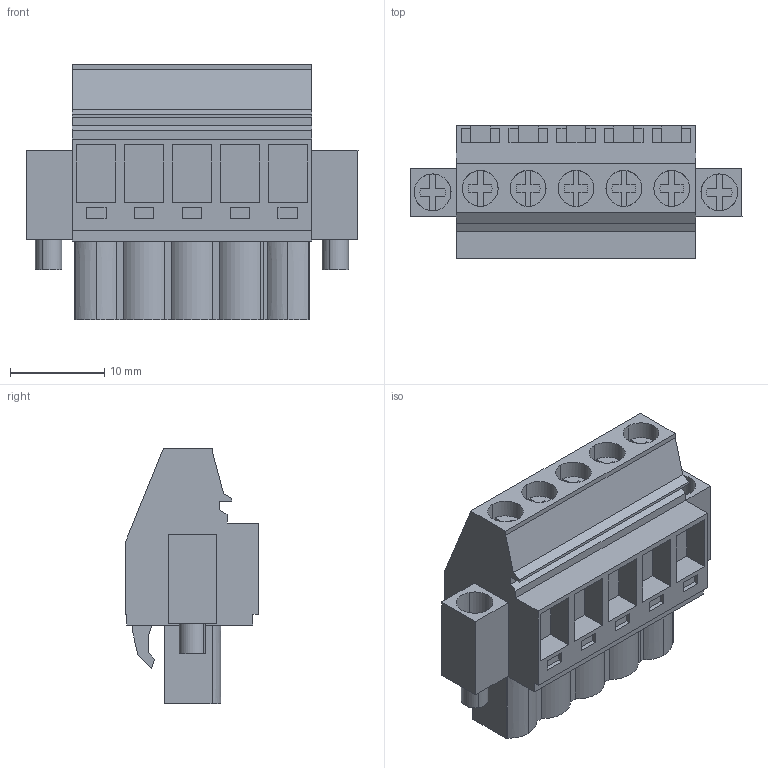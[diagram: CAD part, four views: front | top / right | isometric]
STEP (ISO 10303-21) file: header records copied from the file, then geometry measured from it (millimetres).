
FILE_DESCRIPTION(('CATIA V5 STEP','CAx-IF Rec.Pracs.--- Model Styling and Organization---1.2---2011-12-15'),'2;1');
FILE_NAME ('D1460161_0_1950340000_1950340000.stp','2017-09-09T10:12:13+00:00',('none'),('Weidmueller'),'CATIA Version 5-6 Release 2014','CATIA V5 STEP AP214','none');
FILE_SCHEMA(('AUTOMOTIVE_DESIGN { 1 0 10303 214 1 1 1 1 }'));
Length unit declared in the file: millimetre
Products named in the file (1): 1950340000
Bounding box: 35.2 x 14.1 x 27.1 mm (x, y, z)
Volume: 6195.5 mm3; surface area: 4442.4 mm2
Topology: 8 solids, 8 shells, 410 faces, 1121 edges, 754 vertices
Faces by surface type: plane 343, cylinder 63, extrusion 4
Entity records: 12501 total; most frequent: CARTESIAN_POINT 2445, ORIENTED_EDGE 2242, DIRECTION 1731, EDGE_CURVE 1121, VECTOR 963, LINE 959, VERTEX_POINT 754, AXIS2_PLACEMENT_3D 448
